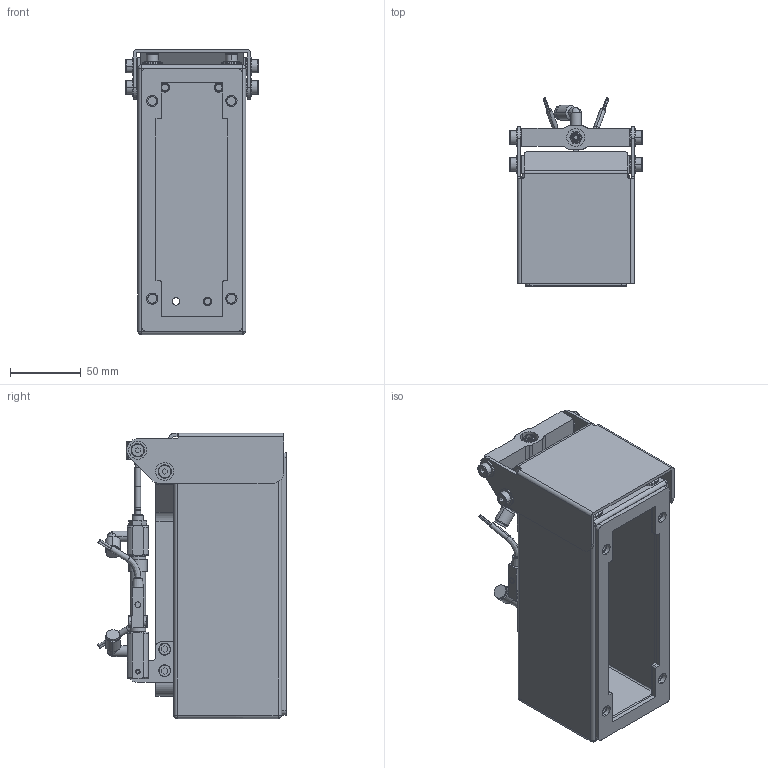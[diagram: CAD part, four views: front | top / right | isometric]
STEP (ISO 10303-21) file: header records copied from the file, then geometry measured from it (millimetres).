
FILE_DESCRIPTION (( 'STEP AP203' ), '1' );
FILE_NAME ('SA-BA Assembly.STEP', '2015-06-04T12:43:24', ( '' ), ( '' ), 'SwSTEP 2.0', 'SolidWorks 2014', '' );
FILE_SCHEMA (( 'CONFIG_CONTROL_DESIGN' ));
Length unit declared in the file: millimetre
Products named in the file (1): SA-BA Assembly
Bounding box: 93.8 x 132.98 x 201.55 mm (x, y, z)
Volume: 239169.5 mm3; surface area: 218206.5 mm2
Topology: 44 solids, 46 shells, 1312 faces, 3039 edges, 1866 vertices
Faces by surface type: cylinder 573, plane 386, cone 272, bspline 81
Entity records: 39162 total; most frequent: CARTESIAN_POINT 8742, DIRECTION 6722, ORIENTED_EDGE 6034, EDGE_CURVE 3017, AXIS2_PLACEMENT_3D 2631, VERTEX_POINT 1866, EDGE_LOOP 1495, VECTOR 1460
